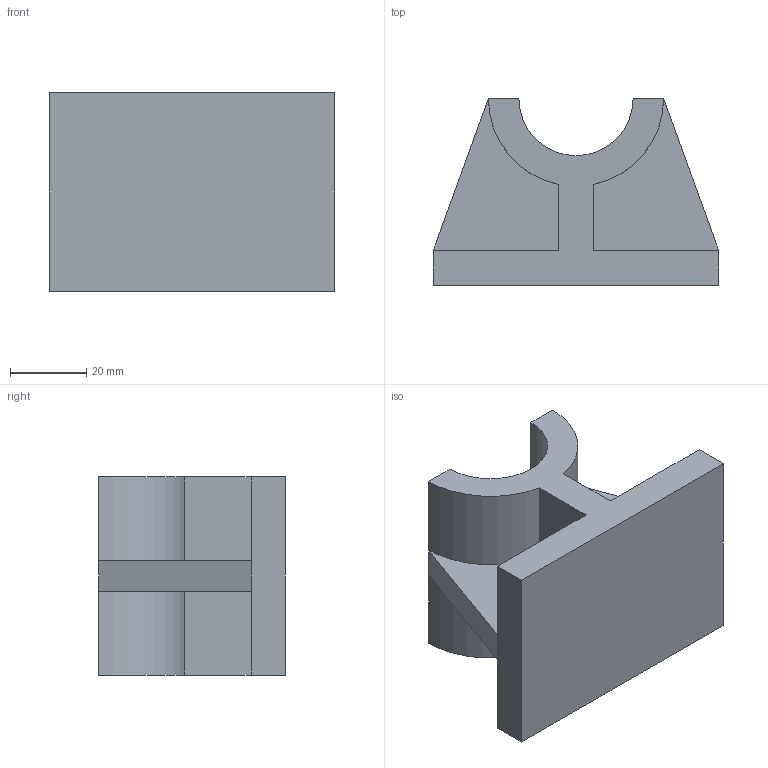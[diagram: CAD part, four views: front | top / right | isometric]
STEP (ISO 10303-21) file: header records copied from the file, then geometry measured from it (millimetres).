
FILE_DESCRIPTION (( 'STEP AP214' ), '1' );
FILE_NAME ('Pivot_Support.STEP', '2026-01-18T11:58:26', ( '' ), ( '' ), 'SwSTEP 2.0', 'SolidWorks 2025', '' );
FILE_SCHEMA (( 'AUTOMOTIVE_DESIGN' ));
Length unit declared in the file: millimetre
Products named in the file (1): Pivot_Support
Bounding box: 75 x 49 x 52 mm (x, y, z)
Volume: 79434 mm3; surface area: 21502.2 mm2
Topology: 1 solids, 1 shells, 26 faces, 64 edges, 40 vertices
Faces by surface type: plane 21, cylinder 5
Entity records: 777 total; most frequent: CARTESIAN_POINT 131, ORIENTED_EDGE 128, DIRECTION 128, EDGE_CURVE 64, LINE 54, VECTOR 54, VERTEX_POINT 40, AXIS2_PLACEMENT_3D 37
